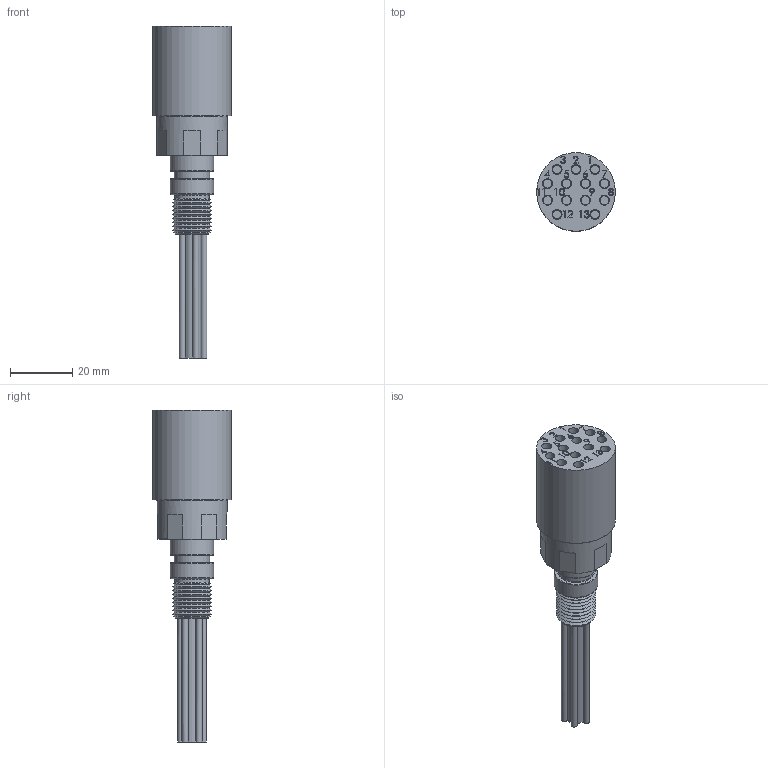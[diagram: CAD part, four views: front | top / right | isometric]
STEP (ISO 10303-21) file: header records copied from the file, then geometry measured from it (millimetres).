
FILE_DESCRIPTION(/* description */ ('STEP AP214'),/* implementation_level */ '2;1');
FILE_NAME(/* name */ 'DBH13F 2 O-ring.stp',/* time_stamp */ '2021-01-13T08:18:14+01:00',/* author */ ('sh'),/* organization */ (''),/* preprocessor_version */ 'ST-DEVELOPER v17.2',/* originating_system */ 'Autodesk Inventor 2019',/* authorisation */ '');
FILE_SCHEMA (('AUTOMOTIVE_DESIGN { 1 0 10303 214 3 1 1 }'));
Length unit declared in the file: inch
Products named in the file (1): DBH13F 2 O-ring
Bounding box: 25.35 x 25.35 x 106.93 mm (x, y, z)
Volume: 22505 mm3; surface area: 9954.1 mm2
Topology: 1 solids, 1 shells, 377 faces, 1031 edges, 701 vertices
Faces by surface type: plane 149, bspline 92, cylinder 64, torus 52, cone 20
Full cylindrical faces by diameter (mm): 1.981 x5, 3.175 x52, 5.588 x1, 11.024 x1, 11.379 x1, 13.975 x2, 22.606 x1, 25.349 x1
Entity records: 17545 total; most frequent: CARTESIAN_POINT 7998, ORIENTED_EDGE 2062, DIRECTION 1803, EDGE_CURVE 1031, VERTEX_POINT 701, AXIS2_PLACEMENT_3D 674, LINE 455, VECTOR 455
